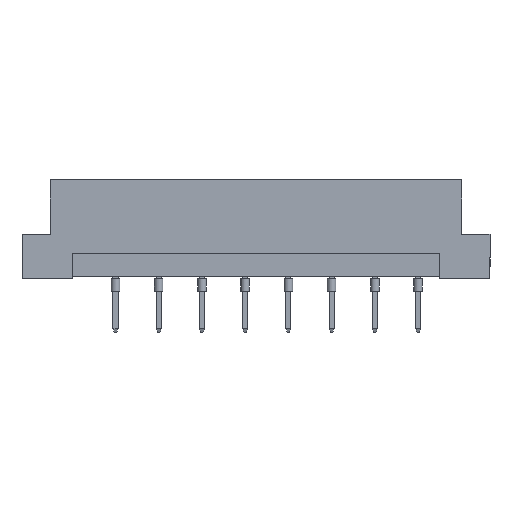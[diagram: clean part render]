
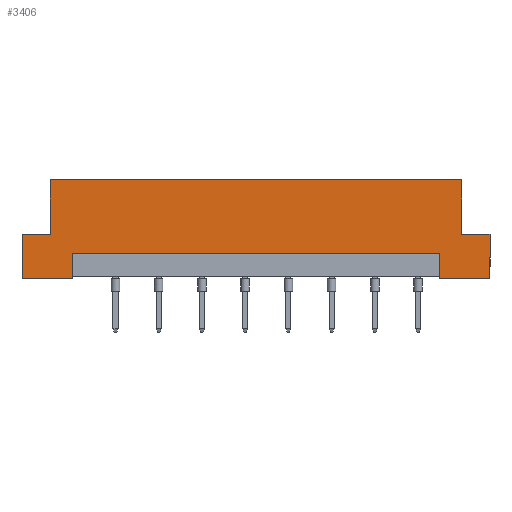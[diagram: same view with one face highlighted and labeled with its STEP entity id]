
A CAD part, front view. The second image highlights one B-rep face of the part: STEP entity #3406.
In plain terms, the highlighted planar face has unit normal (0, -1, 0).
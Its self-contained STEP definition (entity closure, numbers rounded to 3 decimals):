
#120 = VECTOR ( 'NONE', #2792, 1000. ) ;
#191 = DIRECTION ( 'NONE',  ( 0., 0., -1. ) ) ;
#273 = ORIENTED_EDGE ( 'NONE', *, *, #2346, .F. ) ;
#501 = DIRECTION ( 'NONE',  ( 1., 0., 0. ) ) ;
#530 = ORIENTED_EDGE ( 'NONE', *, *, #3312, .T. ) ;
#556 = EDGE_CURVE ( 'NONE', #6147, #667, #6833, .T. ) ;
#616 = CARTESIAN_POINT ( 'NONE',  ( -21.6, -4.3, 0. ) ) ;
#633 = DIRECTION ( 'NONE',  ( 0., 1., 0. ) ) ;
#655 = CARTESIAN_POINT ( 'NONE',  ( 21.6, -4.3, 0.2 ) ) ;
#667 = VERTEX_POINT ( 'NONE', #4839 ) ;
#879 = CARTESIAN_POINT ( 'NONE',  ( 24.2, -4.3, 5.2 ) ) ;
#926 = CARTESIAN_POINT ( 'NONE',  ( 21.6, -4.3, 0. ) ) ;
#986 = DIRECTION ( 'NONE',  ( 0., 0., 1. ) ) ;
#1057 = CARTESIAN_POINT ( 'NONE',  ( -21.6, -4.3, 3. ) ) ;
#1135 = LINE ( 'NONE', #3277, #5033 ) ;
#1137 = VERTEX_POINT ( 'NONE', #3291 ) ;
#1191 = FACE_OUTER_BOUND ( 'NONE', #2713, .T. ) ;
#1254 = VERTEX_POINT ( 'NONE', #4401 ) ;
#1257 = LINE ( 'NONE', #655, #120 ) ;
#1364 = VECTOR ( 'NONE', #2394, 1000. ) ;
#1488 = CARTESIAN_POINT ( 'NONE',  ( 27.5, -4.3, 5.2 ) ) ;
#1548 = VECTOR ( 'NONE', #5927, 1000. ) ;
#1652 = LINE ( 'NONE', #2807, #4092 ) ;
#1823 = ORIENTED_EDGE ( 'NONE', *, *, #6226, .T. ) ;
#2052 = DIRECTION ( 'NONE',  ( 1., 0., 0. ) ) ;
#2117 = LINE ( 'NONE', #1057, #1548 ) ;
#2123 = VERTEX_POINT ( 'NONE', #4027 ) ;
#2130 = ORIENTED_EDGE ( 'NONE', *, *, #4429, .T. ) ;
#2190 = DIRECTION ( 'NONE',  ( 1., 0., 0. ) ) ;
#2192 = ORIENTED_EDGE ( 'NONE', *, *, #4660, .F. ) ;
#2237 = VECTOR ( 'NONE', #6116, 1000. ) ;
#2256 = VERTEX_POINT ( 'NONE', #2875 ) ;
#2346 = EDGE_CURVE ( 'NONE', #2852, #6147, #4239, .T. ) ;
#2363 = CARTESIAN_POINT ( 'NONE',  ( -24.2, -4.3, 11.6 ) ) ;
#2394 = DIRECTION ( 'NONE',  ( 0., 0., -1. ) ) ;
#2603 = CARTESIAN_POINT ( 'NONE',  ( 27.5, -4.3, 0. ) ) ;
#2713 = EDGE_LOOP ( 'NONE', ( #530, #6271, #1823, #6487, #6595, #6004, #4062, #273, #2192, #3371, #2130, #6381 ) ) ;
#2792 = DIRECTION ( 'NONE',  ( 0., 0., 1. ) ) ;
#2806 = PLANE ( 'NONE',  #6140 ) ;
#2807 = CARTESIAN_POINT ( 'NONE',  ( -21.6, -4.3, 0.2 ) ) ;
#2852 = VERTEX_POINT ( 'NONE', #6369 ) ;
#2875 = CARTESIAN_POINT ( 'NONE',  ( 24.2, -4.3, 5.2 ) ) ;
#2986 = VECTOR ( 'NONE', #501, 1000. ) ;
#3132 = LINE ( 'NONE', #2603, #2986 ) ;
#3135 = CARTESIAN_POINT ( 'NONE',  ( 27.5, -4.3, 11.6 ) ) ;
#3277 = CARTESIAN_POINT ( 'NONE',  ( -27.5, -4.3, 5.2 ) ) ;
#3291 = CARTESIAN_POINT ( 'NONE',  ( -21.6, -4.3, 3. ) ) ;
#3312 = EDGE_CURVE ( 'NONE', #1137, #4296, #2117, .T. ) ;
#3371 = ORIENTED_EDGE ( 'NONE', *, *, #5969, .T. ) ;
#3406 = ADVANCED_FACE ( 'NONE', ( #1191 ), #2806, .F. ) ;
#3456 = CARTESIAN_POINT ( 'NONE',  ( 27.5, -4.3, 0. ) ) ;
#3514 = CARTESIAN_POINT ( 'NONE',  ( 27.5, -4.3, 11.6 ) ) ;
#3573 = DIRECTION ( 'NONE',  ( 0., 0., 1. ) ) ;
#3981 = VECTOR ( 'NONE', #2052, 1000. ) ;
#4027 = CARTESIAN_POINT ( 'NONE',  ( -27.5, -4.3, 5.2 ) ) ;
#4062 = ORIENTED_EDGE ( 'NONE', *, *, #556, .F. ) ;
#4092 = VECTOR ( 'NONE', #6548, 1000. ) ;
#4171 = DIRECTION ( 'NONE',  ( 1., 0., 0. ) ) ;
#4239 = LINE ( 'NONE', #4700, #4431 ) ;
#4261 = VERTEX_POINT ( 'NONE', #5414 ) ;
#4272 = VERTEX_POINT ( 'NONE', #616 ) ;
#4296 = VERTEX_POINT ( 'NONE', #5946 ) ;
#4401 = CARTESIAN_POINT ( 'NONE',  ( 27.5, -4.3, 5.2 ) ) ;
#4429 = EDGE_CURVE ( 'NONE', #5792, #4272, #6631, .T. ) ;
#4431 = VECTOR ( 'NONE', #986, 1000. ) ;
#4497 = LINE ( 'NONE', #3514, #1364 ) ;
#4660 = EDGE_CURVE ( 'NONE', #2123, #2852, #1135, .T. ) ;
#4700 = CARTESIAN_POINT ( 'NONE',  ( -24.2, -4.3, 5.2 ) ) ;
#4839 = CARTESIAN_POINT ( 'NONE',  ( 24.2, -4.3, 11.6 ) ) ;
#4984 = CARTESIAN_POINT ( 'NONE',  ( -27.5, -4.3, 11.6 ) ) ;
#5033 = VECTOR ( 'NONE', #2190, 1000. ) ;
#5055 = CARTESIAN_POINT ( 'NONE',  ( 27.5, -4.3, 11.6 ) ) ;
#5329 = VECTOR ( 'NONE', #4171, 1000. ) ;
#5334 = CARTESIAN_POINT ( 'NONE',  ( -27.5, -4.3, 0. ) ) ;
#5414 = CARTESIAN_POINT ( 'NONE',  ( 27.5, -4.3, 0. ) ) ;
#5630 = EDGE_CURVE ( 'NONE', #5668, #4296, #1257, .T. ) ;
#5668 = VERTEX_POINT ( 'NONE', #926 ) ;
#5677 = LINE ( 'NONE', #879, #6458 ) ;
#5792 = VERTEX_POINT ( 'NONE', #5334 ) ;
#5927 = DIRECTION ( 'NONE',  ( 1., 0., 0. ) ) ;
#5946 = CARTESIAN_POINT ( 'NONE',  ( 21.6, -4.3, 3. ) ) ;
#5960 = DIRECTION ( 'NONE',  ( -1., 0., 0. ) ) ;
#5969 = EDGE_CURVE ( 'NONE', #2123, #5792, #6530, .T. ) ;
#6004 = ORIENTED_EDGE ( 'NONE', *, *, #6627, .T. ) ;
#6067 = EDGE_CURVE ( 'NONE', #1254, #4261, #4497, .T. ) ;
#6116 = DIRECTION ( 'NONE',  ( 1., 0., 0. ) ) ;
#6140 = AXIS2_PLACEMENT_3D ( 'NONE', #5055, #633, #5960 ) ;
#6147 = VERTEX_POINT ( 'NONE', #2363 ) ;
#6185 = EDGE_CURVE ( 'NONE', #2256, #1254, #6831, .T. ) ;
#6226 = EDGE_CURVE ( 'NONE', #5668, #4261, #3132, .T. ) ;
#6271 = ORIENTED_EDGE ( 'NONE', *, *, #5630, .F. ) ;
#6358 = EDGE_CURVE ( 'NONE', #1137, #4272, #1652, .T. ) ;
#6369 = CARTESIAN_POINT ( 'NONE',  ( -24.2, -4.3, 5.2 ) ) ;
#6381 = ORIENTED_EDGE ( 'NONE', *, *, #6358, .F. ) ;
#6458 = VECTOR ( 'NONE', #3573, 1000. ) ;
#6487 = ORIENTED_EDGE ( 'NONE', *, *, #6067, .F. ) ;
#6530 = LINE ( 'NONE', #4984, #6820 ) ;
#6548 = DIRECTION ( 'NONE',  ( 0., 0., -1. ) ) ;
#6595 = ORIENTED_EDGE ( 'NONE', *, *, #6185, .F. ) ;
#6627 = EDGE_CURVE ( 'NONE', #2256, #667, #5677, .T. ) ;
#6631 = LINE ( 'NONE', #3456, #2237 ) ;
#6820 = VECTOR ( 'NONE', #191, 1000. ) ;
#6831 = LINE ( 'NONE', #1488, #5329 ) ;
#6833 = LINE ( 'NONE', #3135, #3981 ) ;
